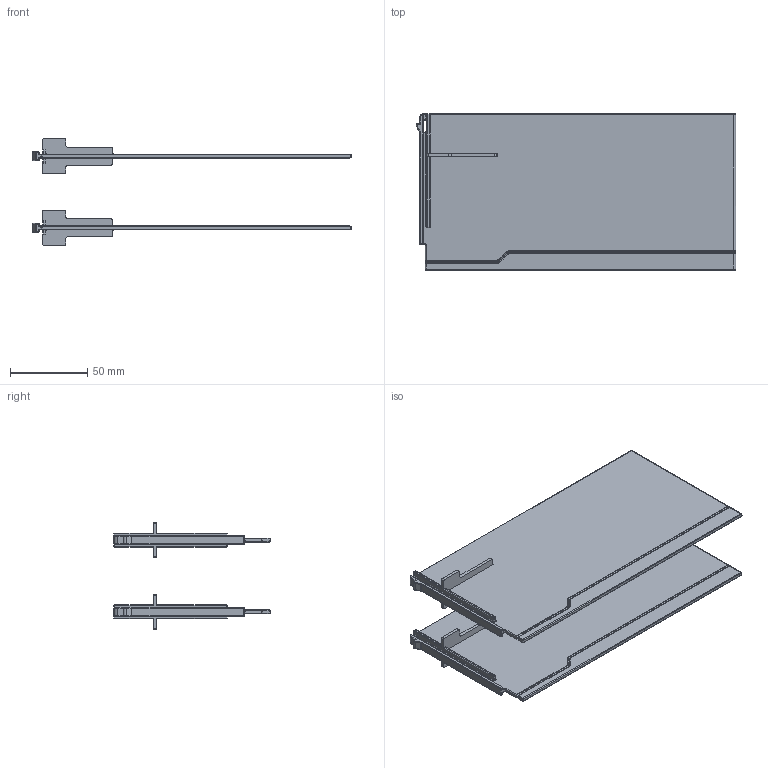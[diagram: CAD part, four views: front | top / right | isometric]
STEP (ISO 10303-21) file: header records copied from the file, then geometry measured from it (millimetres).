
FILE_DESCRIPTION((''),'2;1');
FILE_NAME('1SDH002065A1154_IGES','2019-05-16T',('ITSTCAR1'),(''),'CREO PARAMETRIC BY PTC INC, 2016050','CREO PARAMETRIC BY PTC INC, 2016050','');
FILE_SCHEMA(('AUTOMOTIVE_DESIGN { 1 0 10303 214 1 1 1 1 }'));
Length unit declared in the file: millimetre
Products named in the file (1): 1SDH002065A1154_IGES
Bounding box: 206.8 x 101 x 69.5 mm (x, y, z)
Volume: 107887.9 mm3; surface area: 90508.6 mm2
Topology: 2 solids, 2 shells, 488 faces, 1156 edges, 670 vertices
Faces by surface type: cylinder 210, plane 122, torus 70, sphere 40, bspline 30, cone 16
Entity records: 21348 total; most frequent: CARTESIAN_POINT 6034, DIRECTION 2506, ORIENTED_EDGE 2312, EDGE_CURVE 1156, AXIS2_PLACEMENT_3D 974, VERTEX_POINT 670, VECTOR 558, LINE 558
